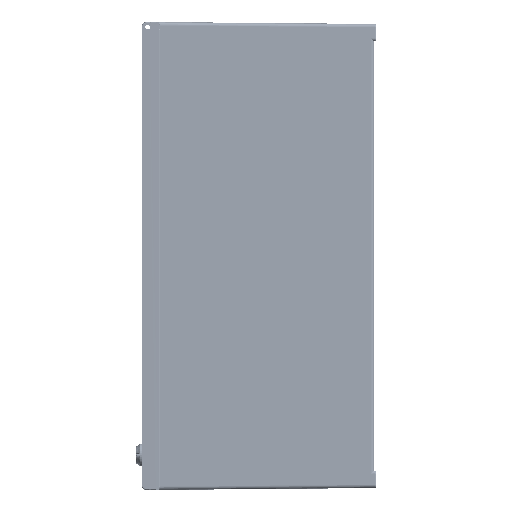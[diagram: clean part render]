
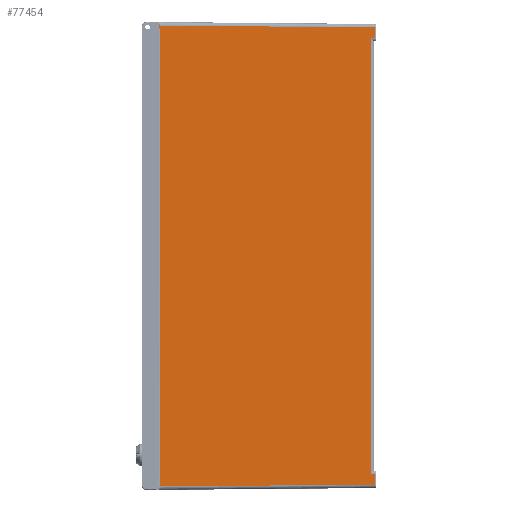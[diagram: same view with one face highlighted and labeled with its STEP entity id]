
A CAD part, left-side view. The second image highlights one B-rep face of the part: STEP entity #77454.
In plain terms, the highlighted planar face has unit normal (-1, -0.018, 0).
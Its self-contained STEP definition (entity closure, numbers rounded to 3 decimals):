
#1944=CARTESIAN_POINT('',(-384.195,-1.017,
279.503));
#1969=CARTESIAN_POINT('',(-384.29,4.421,279.449));
#1981=DIRECTION('',(0.,0.,1.));
#1982=VECTOR('',#1981,558.894);
#1983=CARTESIAN_POINT('',(-384.289,4.417,
-279.445));
#1984=LINE('',#1983,#1982);
#1994=CARTESIAN_POINT('',(-384.195,-1.017,
-279.506));
#1999=DIRECTION('',(-0.017,1.,0.011));
#2000=VECTOR('',#1999,5.435);
#2001=CARTESIAN_POINT('',(-384.195,-1.017,
-279.506));
#2002=LINE('',#2001,#2000);
#2006=CARTESIAN_POINT('',(-384.289,4.417,
-279.445));
#29565=CARTESIAN_POINT('',(-388.996,274.035,
290.971));
#29570=DIRECTION('',(0.,0.,-1.));
#29571=VECTOR('',#29570,586.419);
#29572=CARTESIAN_POINT('',(-388.996,274.035,
290.971));
#29573=LINE('',#29572,#29571);
#29593=CARTESIAN_POINT('',(-389.014,275.106,
297.164));
#29594=CARTESIAN_POINT('',(-389.013,275.002,
296.974));
#29595=CARTESIAN_POINT('',(-389.009,274.781,
296.595));
#29596=CARTESIAN_POINT('',(-389.002,274.418,
296.025));
#29597=CARTESIAN_POINT('',(-388.998,274.164,
295.642));
#29598=CARTESIAN_POINT('',(-388.996,274.035,
295.448));
#29603=DIRECTION('',(0.017,-1.,-0.009));
#29604=VECTOR('',#29603,275.105);
#29605=CARTESIAN_POINT('',(-388.996,274.035,
295.448));
#29606=LINE('',#29605,#29604);
#29610=DIRECTION('',(-0.017,1.,-0.01));
#29611=VECTOR('',#29610,5.44);
#29612=CARTESIAN_POINT('',(-384.195,-1.017,
279.503));
#29613=LINE('',#29612,#29611);
#29617=DIRECTION('',(-0.017,1.,-0.009));
#29618=VECTOR('',#29617,275.105);
#29619=CARTESIAN_POINT('',(-384.195,-1.017,
-293.048));
#29620=LINE('',#29619,#29618);
#29624=DIRECTION('',(-0.017,1.,0.017));
#29625=VECTOR('',#29624,9.968);
#29626=CARTESIAN_POINT('',(-388.996,274.035,
290.971));
#29627=LINE('',#29626,#29625);
#29631=DIRECTION('',(0.,0.,1.));
#29632=VECTOR('',#29631,5.221);
#29633=CARTESIAN_POINT('',(-389.17,284.,291.145));
#29634=LINE('',#29633,#29632);
#29638=DIRECTION('',(-0.017,1.,-0.017));
#29639=VECTOR('',#29638,8.185);
#29640=CARTESIAN_POINT('',(-389.027,275.817,
296.508));
#29641=LINE('',#29640,#29639);
#29829=CARTESIAN_POINT('',(-389.014,275.106,
297.164));
#29830=CARTESIAN_POINT('',(-389.014,275.085,
297.126));
#29831=CARTESIAN_POINT('',(-389.014,275.06,
297.049));
#29832=CARTESIAN_POINT('',(-389.014,275.071,
296.936));
#29833=CARTESIAN_POINT('',(-389.015,275.121,
296.832));
#29834=CARTESIAN_POINT('',(-389.016,275.204,
296.737));
#29835=CARTESIAN_POINT('',(-389.018,275.318,
296.651));
#29836=CARTESIAN_POINT('',(-389.021,275.457,
296.58));
#29837=CARTESIAN_POINT('',(-389.023,275.621,
296.527));
#29838=CARTESIAN_POINT('',(-389.026,275.749,
296.509));
#29839=CARTESIAN_POINT('',(-389.027,275.817,
296.508));
#29928=DIRECTION('',(0.,0.,1.));
#29929=VECTOR('',#29928,13.545);
#29930=CARTESIAN_POINT('',(-384.195,-1.017,
279.503));
#29931=LINE('',#29930,#29929);
#29958=DIRECTION('',(0.,0.,1.));
#29959=VECTOR('',#29958,13.542);
#29960=CARTESIAN_POINT('',(-384.195,-1.017,
-293.048));
#29961=LINE('',#29960,#29959);
#29973=CARTESIAN_POINT('',(-384.195,-1.017,
-293.048));
#33878=VERTEX_POINT('',#1944);
#33885=VERTEX_POINT('',#1969);
#33886=VERTEX_POINT('',#2006);
#33888=VERTEX_POINT('',#1994);
#33940=VERTEX_POINT('',#29973);
#37247=VERTEX_POINT('',#29565);
#37248=CARTESIAN_POINT('',(-388.996,274.035,
-295.448));
#37249=VERTEX_POINT('',#37248);
#37250=CARTESIAN_POINT('',(-389.027,275.817,
296.508));
#37251=CARTESIAN_POINT('',(-389.17,284.,296.365));
#37252=VERTEX_POINT('',#37250);
#37253=VERTEX_POINT('',#37251);
#37254=VERTEX_POINT('',#29829);
#37255=VERTEX_POINT('',#29598);
#37256=CARTESIAN_POINT('',(-384.195,-1.017,
293.048));
#37257=VERTEX_POINT('',#37256);
#37258=CARTESIAN_POINT('',(-389.17,284.,291.145));
#37259=VERTEX_POINT('',#37258);
#77425=CARTESIAN_POINT('',(-389.03,276.,-312.521));
#77426=DIRECTION('',(-1.,-0.017,0.));
#77427=DIRECTION('',(0.,0.,-1.));
#77428=AXIS2_PLACEMENT_3D('',#77425,#77426,#77427);
#77429=PLANE('',#77428);
#77431=ORIENTED_EDGE('',*,*,#77430,.F.);
#77433=ORIENTED_EDGE('',*,*,#77432,.F.);
#77435=ORIENTED_EDGE('',*,*,#77434,.T.);
#77437=ORIENTED_EDGE('',*,*,#77436,.T.);
#77439=ORIENTED_EDGE('',*,*,#77438,.F.);
#77440=ORIENTED_EDGE('',*,*,#38655,.T.);
#77441=ORIENTED_EDGE('',*,*,#38675,.F.);
#77442=ORIENTED_EDGE('',*,*,#38695,.F.);
#77444=ORIENTED_EDGE('',*,*,#77443,.F.);
#77446=ORIENTED_EDGE('',*,*,#77445,.T.);
#77447=ORIENTED_EDGE('',*,*,#77409,.F.);
#77449=ORIENTED_EDGE('',*,*,#77448,.T.);
#77451=ORIENTED_EDGE('',*,*,#77450,.T.);
#77452=EDGE_LOOP('',(#77431,#77433,#77435,#77437,#77439,#77440,#77441,#77442,
#77444,#77446,#77447,#77449,#77451));
#77453=FACE_OUTER_BOUND('',#77452,.F.);
#29599=B_SPLINE_CURVE_WITH_KNOTS('',3,(#29593,#29594,#29595,#29596,#29597,
#29598),.UNSPECIFIED.,.F.,.F.,(4,1,1,4),(0.,0.333,
0.667,1.),.UNSPECIFIED.);
#29840=B_SPLINE_CURVE_WITH_KNOTS('',3,(#29829,#29830,#29831,#29832,#29833,
#29834,#29835,#29836,#29837,#29838,#29839),.UNSPECIFIED.,.F.,.F.,(4,1,1,1,1,1,1,
1,4),(0.,0.125,0.25,0.375,0.5,0.625,0.75,0.875,1.),
.UNSPECIFIED.);
#38655=EDGE_CURVE('',#33878,#33885,#29613,.T.);
#38675=EDGE_CURVE('',#33886,#33885,#1984,.T.);
#38695=EDGE_CURVE('',#33888,#33886,#2002,.T.);
#77409=EDGE_CURVE('',#37247,#37249,#29573,.T.);
#77430=EDGE_CURVE('',#37252,#37253,#29641,.T.);
#77432=EDGE_CURVE('',#37254,#37252,#29840,.T.);
#77434=EDGE_CURVE('',#37254,#37255,#29599,.T.);
#77436=EDGE_CURVE('',#37255,#37257,#29606,.T.);
#77438=EDGE_CURVE('',#33878,#37257,#29931,.T.);
#77443=EDGE_CURVE('',#33940,#33888,#29961,.T.);
#77445=EDGE_CURVE('',#33940,#37249,#29620,.T.);
#77448=EDGE_CURVE('',#37247,#37259,#29627,.T.);
#77450=EDGE_CURVE('',#37259,#37253,#29634,.T.);
#77454=ADVANCED_FACE('',(#77453),#77429,.T.);
